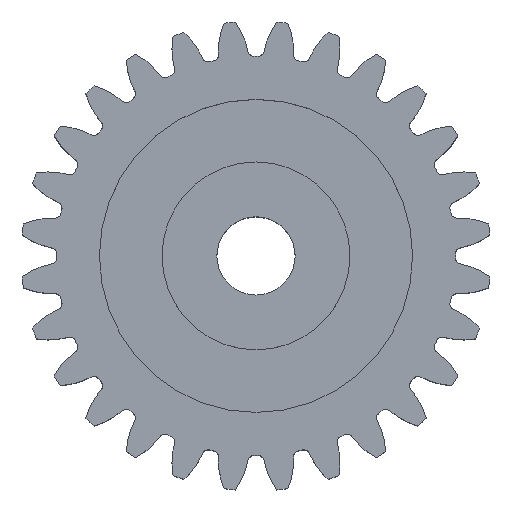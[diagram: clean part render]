
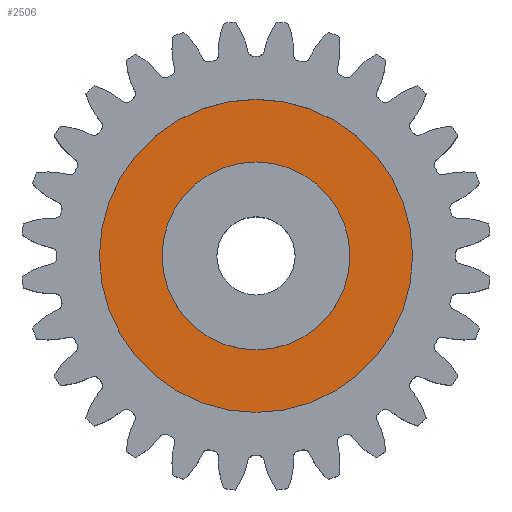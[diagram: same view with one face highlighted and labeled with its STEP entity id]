
A CAD part, top view. The second image highlights one B-rep face of the part: STEP entity #2506.
In plain terms, the highlighted planar face has unit normal (0, 0, 1).
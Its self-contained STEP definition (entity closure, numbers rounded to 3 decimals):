
#1141 = AXIS2_PLACEMENT_3D ( 'NONE', #1152, #1174, #1173 ) ;
#1142 = CARTESIAN_POINT ( 'NONE',  ( 0., 0., 10.5 ) ) ;
#1152 = CARTESIAN_POINT ( 'NONE',  ( 0., 0., 10.5 ) ) ;
#1155 = CIRCLE ( 'NONE', #1141, 12. ) ;
#1157 = DIRECTION ( 'NONE',  ( 0., 0., -1. ) ) ;
#1158 = AXIS2_PLACEMENT_3D ( 'NONE', #1142, #1157, #1177 ) ;
#1159 = CIRCLE ( 'NONE', #1158, 20. ) ;
#1173 = DIRECTION ( 'NONE',  ( -1., 0., 0. ) ) ;
#1174 = DIRECTION ( 'NONE',  ( 0., 0., -1. ) ) ;
#1177 = DIRECTION ( 'NONE',  ( -1., 0., 0. ) ) ;
#1271 = AXIS2_PLACEMENT_3D ( 'NONE', #1292, #1291, #1290 ) ;
#1274 = FACE_OUTER_BOUND ( 'NONE', #2509, .T. ) ;
#1290 = DIRECTION ( 'NONE',  ( -1., 0., 0. ) ) ;
#1291 = DIRECTION ( 'NONE',  ( 0., 0., -1. ) ) ;
#1292 = CARTESIAN_POINT ( 'NONE',  ( 0., 0., 10.5 ) ) ;
#1302 = PLANE ( 'NONE',  #1271 ) ;
#1304 = FACE_BOUND ( 'NONE', #1761, .T. ) ;
#1761 = EDGE_LOOP ( 'NONE', ( #6923, #2508 ) ) ;
#2506 = ADVANCED_FACE ( 'NONE', ( #1304, #1274 ), #1302, .F. ) ;
#2508 = ORIENTED_EDGE ( 'NONE', *, *, #6427, .T. ) ;
#2509 = EDGE_LOOP ( 'NONE', ( #6429, #6431 ) ) ;
#2652 = DIRECTION ( 'NONE',  ( -1., 0., 0. ) ) ;
#2653 = DIRECTION ( 'NONE',  ( 0., 0., -1. ) ) ;
#2654 = CARTESIAN_POINT ( 'NONE',  ( 0., 0., 10.5 ) ) ;
#2655 = AXIS2_PLACEMENT_3D ( 'NONE', #2654, #2653, #2652 ) ;
#2659 = CIRCLE ( 'NONE', #2655, 12. ) ;
#2670 = CARTESIAN_POINT ( 'NONE',  ( -12., 0., 10.5 ) ) ;
#2794 = CARTESIAN_POINT ( 'NONE',  ( 12., 0., 10.5 ) ) ;
#2834 = CARTESIAN_POINT ( 'NONE',  ( 20., 0., 10.5 ) ) ;
#2941 = DIRECTION ( 'NONE',  ( -1., 0., 0. ) ) ;
#2942 = DIRECTION ( 'NONE',  ( 0., 0., -1. ) ) ;
#2943 = CARTESIAN_POINT ( 'NONE',  ( 0., 0., 10.5 ) ) ;
#2944 = AXIS2_PLACEMENT_3D ( 'NONE', #2943, #2942, #2941 ) ;
#2957 = CIRCLE ( 'NONE', #2944, 20. ) ;
#3024 = CARTESIAN_POINT ( 'NONE',  ( -20., 0., 10.5 ) ) ;
#4926 = VERTEX_POINT ( 'NONE', #2670 ) ;
#4927 = EDGE_CURVE ( 'NONE', #4926, #4970, #2659, .T. ) ;
#4970 = VERTEX_POINT ( 'NONE', #2794 ) ;
#5037 = VERTEX_POINT ( 'NONE', #2834 ) ;
#5062 = EDGE_CURVE ( 'NONE', #5037, #5079, #2957, .T. ) ;
#5079 = VERTEX_POINT ( 'NONE', #3024 ) ;
#6425 = EDGE_CURVE ( 'NONE', #5079, #5037, #1159, .T. ) ;
#6427 = EDGE_CURVE ( 'NONE', #4970, #4926, #1155, .T. ) ;
#6429 = ORIENTED_EDGE ( 'NONE', *, *, #6425, .F. ) ;
#6431 = ORIENTED_EDGE ( 'NONE', *, *, #5062, .F. ) ;
#6923 = ORIENTED_EDGE ( 'NONE', *, *, #4927, .T. ) ;
